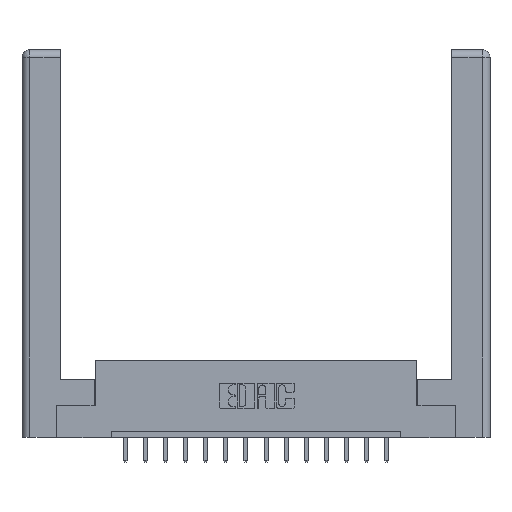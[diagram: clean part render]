
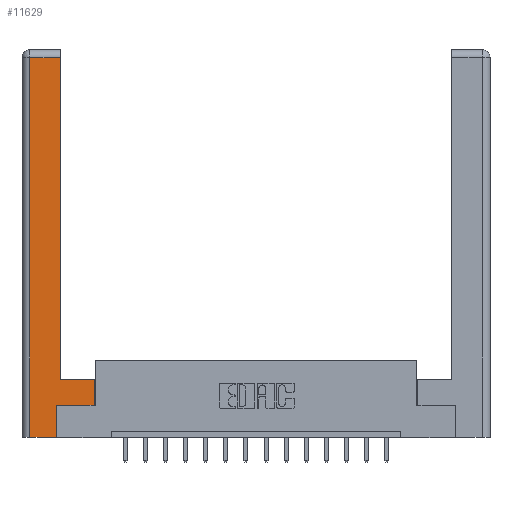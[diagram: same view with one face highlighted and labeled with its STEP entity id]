
A CAD part, top view. The second image highlights one B-rep face of the part: STEP entity #11629.
In plain terms, the highlighted planar face has unit normal (0, 0, 1).
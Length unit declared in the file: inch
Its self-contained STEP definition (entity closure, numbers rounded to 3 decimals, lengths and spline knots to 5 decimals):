
#288 = VECTOR ( 'NONE', #13655, 39.37008 ) ;
#751 = LINE ( 'NONE', #5482, #13684 ) ;
#752 = VERTEX_POINT ( 'NONE', #9666 ) ;
#862 = PLANE ( 'NONE',  #16226 ) ;
#1130 = DIRECTION ( 'NONE',  ( 0., 1., 0. ) ) ;
#1321 = ORIENTED_EDGE ( 'NONE', *, *, #3155, .T. ) ;
#1717 = LINE ( 'NONE', #4306, #10793 ) ;
#2005 = CARTESIAN_POINT ( 'NONE',  ( 0.0615, 2.94, 0. ) ) ;
#2118 = EDGE_CURVE ( 'NONE', #14386, #3481, #13031, .T. ) ;
#2297 = DIRECTION ( 'NONE',  ( 0., 1., 0. ) ) ;
#3073 = DIRECTION ( 'NONE',  ( 0., -1., 0. ) ) ;
#3155 = EDGE_CURVE ( 'NONE', #3481, #15442, #9770, .T. ) ;
#3400 = EDGE_CURVE ( 'NONE', #8552, #14386, #1717, .T. ) ;
#3470 = CARTESIAN_POINT ( 'NONE',  ( 0.265, 0., 0. ) ) ;
#3481 = VERTEX_POINT ( 'NONE', #3470 ) ;
#4306 = CARTESIAN_POINT ( 'NONE',  ( 0.0615, 0., 0. ) ) ;
#4504 = CARTESIAN_POINT ( 'NONE',  ( 0.265, 0.245, 0. ) ) ;
#4846 = CARTESIAN_POINT ( 'NONE',  ( 0.565, 0.45, 0. ) ) ;
#5417 = LINE ( 'NONE', #5867, #16600 ) ;
#5482 = CARTESIAN_POINT ( 'NONE',  ( 0.565, 0.245, 0. ) ) ;
#5700 = ORIENTED_EDGE ( 'NONE', *, *, #15254, .T. ) ;
#5811 = DIRECTION ( 'NONE',  ( -1., 0., 0. ) ) ;
#5867 = CARTESIAN_POINT ( 'NONE',  ( 0.295, 0.45, 0. ) ) ;
#5986 = VERTEX_POINT ( 'NONE', #14213 ) ;
#6208 = LINE ( 'NONE', #15387, #14703 ) ;
#6825 = CARTESIAN_POINT ( 'NONE',  ( 0.265, 0., 0. ) ) ;
#7946 = ORIENTED_EDGE ( 'NONE', *, *, #16595, .T. ) ;
#7985 = EDGE_CURVE ( 'NONE', #13800, #11135, #11525, .T. ) ;
#8513 = VECTOR ( 'NONE', #2297, 39.37008 ) ;
#8552 = VERTEX_POINT ( 'NONE', #9590 ) ;
#8837 = LINE ( 'NONE', #2005, #11865 ) ;
#9590 = CARTESIAN_POINT ( 'NONE',  ( 0.0615, 2.94, 0. ) ) ;
#9666 = CARTESIAN_POINT ( 'NONE',  ( 0.295, 0.45, 0. ) ) ;
#9770 = LINE ( 'NONE', #4504, #288 ) ;
#9779 = CARTESIAN_POINT ( 'NONE',  ( 0.565, 0.245, 0. ) ) ;
#9883 = CARTESIAN_POINT ( 'NONE',  ( 0., 0., 0. ) ) ;
#9933 = DIRECTION ( 'NONE',  ( 0., 0., -1. ) ) ;
#10793 = VECTOR ( 'NONE', #3073, 39.37008 ) ;
#11135 = VERTEX_POINT ( 'NONE', #4846 ) ;
#11165 = ORIENTED_EDGE ( 'NONE', *, *, #14927, .T. ) ;
#11310 = ORIENTED_EDGE ( 'NONE', *, *, #15419, .T. ) ;
#11525 = LINE ( 'NONE', #15048, #8513 ) ;
#11629 = ADVANCED_FACE ( 'NONE', ( #14226 ), #862, .F. ) ;
#11865 = VECTOR ( 'NONE', #12472, 39.37008 ) ;
#12291 = ORIENTED_EDGE ( 'NONE', *, *, #2118, .T. ) ;
#12472 = DIRECTION ( 'NONE',  ( -1., 0., 0. ) ) ;
#13031 = LINE ( 'NONE', #6825, #13227 ) ;
#13227 = VECTOR ( 'NONE', #15922, 39.37008 ) ;
#13328 = DIRECTION ( 'NONE',  ( 1., 0., 0. ) ) ;
#13548 = CARTESIAN_POINT ( 'NONE',  ( 0.265, 0.245, 0. ) ) ;
#13655 = DIRECTION ( 'NONE',  ( 0., 1., 0. ) ) ;
#13684 = VECTOR ( 'NONE', #13328, 39.37008 ) ;
#13731 = DIRECTION ( 'NONE',  ( -1., 0., 0. ) ) ;
#13800 = VERTEX_POINT ( 'NONE', #9779 ) ;
#14213 = CARTESIAN_POINT ( 'NONE',  ( 0.295, 2.94, 0. ) ) ;
#14226 = FACE_OUTER_BOUND ( 'NONE', #14613, .T. ) ;
#14381 = ORIENTED_EDGE ( 'NONE', *, *, #7985, .T. ) ;
#14386 = VERTEX_POINT ( 'NONE', #16497 ) ;
#14613 = EDGE_LOOP ( 'NONE', ( #5700, #11310, #15786, #12291, #1321, #7946, #14381, #11165 ) ) ;
#14703 = VECTOR ( 'NONE', #1130, 39.37008 ) ;
#14927 = EDGE_CURVE ( 'NONE', #11135, #752, #5417, .T. ) ;
#15048 = CARTESIAN_POINT ( 'NONE',  ( 0.565, 0.45, 0. ) ) ;
#15254 = EDGE_CURVE ( 'NONE', #752, #5986, #6208, .T. ) ;
#15387 = CARTESIAN_POINT ( 'NONE',  ( 0.295, 3., 0. ) ) ;
#15419 = EDGE_CURVE ( 'NONE', #5986, #8552, #8837, .T. ) ;
#15442 = VERTEX_POINT ( 'NONE', #13548 ) ;
#15786 = ORIENTED_EDGE ( 'NONE', *, *, #3400, .T. ) ;
#15922 = DIRECTION ( 'NONE',  ( 1., 0., 0. ) ) ;
#16226 = AXIS2_PLACEMENT_3D ( 'NONE', #9883, #9933, #13731 ) ;
#16497 = CARTESIAN_POINT ( 'NONE',  ( 0.0615, 0., 0. ) ) ;
#16595 = EDGE_CURVE ( 'NONE', #15442, #13800, #751, .T. ) ;
#16600 = VECTOR ( 'NONE', #5811, 39.37008 ) ;
